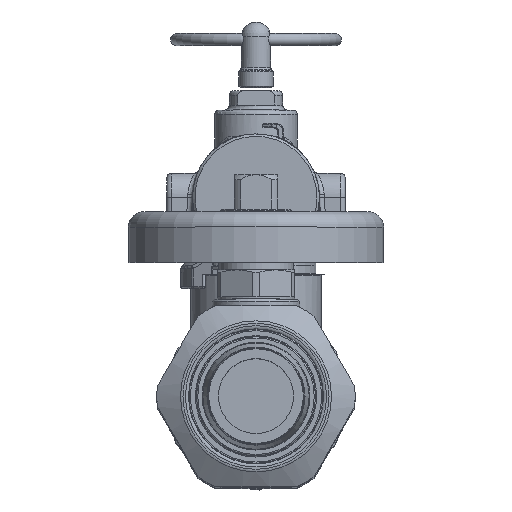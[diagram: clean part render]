
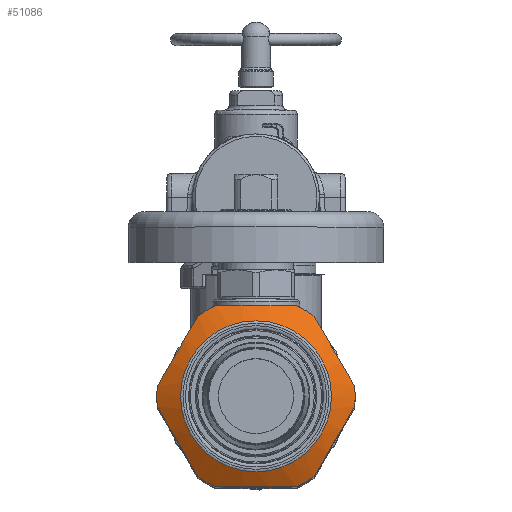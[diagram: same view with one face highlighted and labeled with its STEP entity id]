
A CAD part, top view. The second image highlights one B-rep face of the part: STEP entity #51086.
In plain terms, the highlighted conical face has half-angle 60 degrees and reference radius 17.78 mm.
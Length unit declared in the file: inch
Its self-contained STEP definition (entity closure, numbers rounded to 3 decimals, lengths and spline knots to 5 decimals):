
#82=(
BOUNDED_CURVE()
B_SPLINE_CURVE(2,(#154475,#154476,#154477),.UNSPECIFIED.,.F.,.F.)
B_SPLINE_CURVE_WITH_KNOTS((3,3),(0.,1.67512),.UNSPECIFIED.)
CURVE()
GEOMETRIC_REPRESENTATION_ITEM()
RATIONAL_B_SPLINE_CURVE((1.,1.096,1.))
REPRESENTATION_ITEM('')
);
#83=(
BOUNDED_CURVE()
B_SPLINE_CURVE(2,(#154481,#154482,#154483),.UNSPECIFIED.,.F.,.F.)
B_SPLINE_CURVE_WITH_KNOTS((3,3),(0.,1.67512),.UNSPECIFIED.)
CURVE()
GEOMETRIC_REPRESENTATION_ITEM()
RATIONAL_B_SPLINE_CURVE((1.,1.096,1.))
REPRESENTATION_ITEM('')
);
#84=(
BOUNDED_CURVE()
B_SPLINE_CURVE(2,(#154487,#154488,#154489),.UNSPECIFIED.,.F.,.F.)
B_SPLINE_CURVE_WITH_KNOTS((3,3),(0.,1.67512),.UNSPECIFIED.)
CURVE()
GEOMETRIC_REPRESENTATION_ITEM()
RATIONAL_B_SPLINE_CURVE((1.,1.096,1.))
REPRESENTATION_ITEM('')
);
#85=(
BOUNDED_CURVE()
B_SPLINE_CURVE(2,(#154493,#154494,#154495),.UNSPECIFIED.,.F.,.F.)
B_SPLINE_CURVE_WITH_KNOTS((3,3),(0.,1.67512),.UNSPECIFIED.)
CURVE()
GEOMETRIC_REPRESENTATION_ITEM()
RATIONAL_B_SPLINE_CURVE((1.,1.096,1.))
REPRESENTATION_ITEM('')
);
#86=(
BOUNDED_CURVE()
B_SPLINE_CURVE(2,(#154499,#154500,#154501),.UNSPECIFIED.,.F.,.F.)
B_SPLINE_CURVE_WITH_KNOTS((3,3),(0.,1.67512),.UNSPECIFIED.)
CURVE()
GEOMETRIC_REPRESENTATION_ITEM()
RATIONAL_B_SPLINE_CURVE((1.,1.096,1.))
REPRESENTATION_ITEM('')
);
#87=(
BOUNDED_CURVE()
B_SPLINE_CURVE(2,(#154505,#154506,#154507),.UNSPECIFIED.,.F.,.F.)
B_SPLINE_CURVE_WITH_KNOTS((3,3),(0.,1.67512),.UNSPECIFIED.)
CURVE()
GEOMETRIC_REPRESENTATION_ITEM()
RATIONAL_B_SPLINE_CURVE((1.,1.096,1.))
REPRESENTATION_ITEM('')
);
#3754=CONICAL_SURFACE('',#55497,0.7,1.047);
#5809=FACE_OUTER_BOUND('',#9092,.T.);
#9092=EDGE_LOOP('',(#41036,#41037,#41038,#41039,#41040,#41041,#41042,#41043,
#41044,#41045,#41046,#41047,#41048,#41049,#41050,#41051));
#14558=CIRCLE('',#55494,0.60928);
#14560=CIRCLE('',#55498,0.8);
#14561=CIRCLE('',#55499,0.8);
#14562=CIRCLE('',#55500,0.8);
#14563=CIRCLE('',#55501,0.8);
#14564=CIRCLE('',#55502,0.8);
#14565=CIRCLE('',#55503,0.8);
#14566=CIRCLE('',#55504,0.8);
#16366=LINE('',#154471,#18822);
#18822=VECTOR('',#63764,0.7);
#22766=VERTEX_POINT('',#154463);
#22768=VERTEX_POINT('',#154470);
#22769=VERTEX_POINT('',#154472);
#22770=VERTEX_POINT('',#154474);
#22771=VERTEX_POINT('',#154478);
#22772=VERTEX_POINT('',#154480);
#22773=VERTEX_POINT('',#154484);
#22774=VERTEX_POINT('',#154486);
#22775=VERTEX_POINT('',#154490);
#22776=VERTEX_POINT('',#154492);
#22777=VERTEX_POINT('',#154496);
#22778=VERTEX_POINT('',#154498);
#22779=VERTEX_POINT('',#154502);
#22780=VERTEX_POINT('',#154504);
#29211=EDGE_CURVE('',#22766,#22766,#14558,.T.);
#29213=EDGE_CURVE('',#22766,#22768,#16366,.T.);
#29214=EDGE_CURVE('',#22769,#22768,#14560,.T.);
#29215=EDGE_CURVE('',#22770,#22769,#82,.T.);
#29216=EDGE_CURVE('',#22771,#22770,#14561,.T.);
#29217=EDGE_CURVE('',#22772,#22771,#83,.T.);
#29218=EDGE_CURVE('',#22773,#22772,#14562,.T.);
#29219=EDGE_CURVE('',#22774,#22773,#84,.T.);
#29220=EDGE_CURVE('',#22775,#22774,#14563,.T.);
#29221=EDGE_CURVE('',#22776,#22775,#85,.T.);
#29222=EDGE_CURVE('',#22777,#22776,#14564,.T.);
#29223=EDGE_CURVE('',#22778,#22777,#86,.T.);
#29224=EDGE_CURVE('',#22779,#22778,#14565,.T.);
#29225=EDGE_CURVE('',#22780,#22779,#87,.T.);
#29226=EDGE_CURVE('',#22768,#22780,#14566,.T.);
#41036=ORIENTED_EDGE('',*,*,#29211,.F.);
#41037=ORIENTED_EDGE('',*,*,#29213,.T.);
#41038=ORIENTED_EDGE('',*,*,#29214,.F.);
#41039=ORIENTED_EDGE('',*,*,#29215,.F.);
#41040=ORIENTED_EDGE('',*,*,#29216,.F.);
#41041=ORIENTED_EDGE('',*,*,#29217,.F.);
#41042=ORIENTED_EDGE('',*,*,#29218,.F.);
#41043=ORIENTED_EDGE('',*,*,#29219,.F.);
#41044=ORIENTED_EDGE('',*,*,#29220,.F.);
#41045=ORIENTED_EDGE('',*,*,#29221,.F.);
#41046=ORIENTED_EDGE('',*,*,#29222,.F.);
#41047=ORIENTED_EDGE('',*,*,#29223,.F.);
#41048=ORIENTED_EDGE('',*,*,#29224,.F.);
#41049=ORIENTED_EDGE('',*,*,#29225,.F.);
#41050=ORIENTED_EDGE('',*,*,#29226,.F.);
#41051=ORIENTED_EDGE('',*,*,#29213,.F.);
#51086=ADVANCED_FACE('',(#5809),#3754,.T.);
#55494=AXIS2_PLACEMENT_3D('',#154465,#63756,#63757);
#55497=AXIS2_PLACEMENT_3D('',#154469,#63762,#63763);
#55498=AXIS2_PLACEMENT_3D('',#154473,#63765,#63766);
#55499=AXIS2_PLACEMENT_3D('',#154479,#63767,#63768);
#55500=AXIS2_PLACEMENT_3D('',#154485,#63769,#63770);
#55501=AXIS2_PLACEMENT_3D('',#154491,#63771,#63772);
#55502=AXIS2_PLACEMENT_3D('',#154497,#63773,#63774);
#55503=AXIS2_PLACEMENT_3D('',#154503,#63775,#63776);
#55504=AXIS2_PLACEMENT_3D('',#154508,#63777,#63778);
#63756=DIRECTION('center_axis',(0.,0.,
1.));
#63757=DIRECTION('ref_axis',(-1.,0.,0.));
#63762=DIRECTION('center_axis',(0.,0.,-1.));
#63763=DIRECTION('ref_axis',(1.,0.,0.));
#63764=DIRECTION('',(-0.866,0.,-0.5));
#63765=DIRECTION('center_axis',(0.,0.,-1.));
#63766=DIRECTION('ref_axis',(-1.,0.,0.));
#63767=DIRECTION('center_axis',(0.,0.,-1.));
#63768=DIRECTION('ref_axis',(-1.,0.,0.));
#63769=DIRECTION('center_axis',(0.,0.,-1.));
#63770=DIRECTION('ref_axis',(-1.,0.,0.));
#63771=DIRECTION('center_axis',(0.,0.,-1.));
#63772=DIRECTION('ref_axis',(-1.,0.,0.));
#63773=DIRECTION('center_axis',(0.,0.,-1.));
#63774=DIRECTION('ref_axis',(-1.,0.,0.));
#63775=DIRECTION('center_axis',(0.,0.,-1.));
#63776=DIRECTION('ref_axis',(-1.,0.,0.));
#63777=DIRECTION('center_axis',(0.,0.,-1.));
#63778=DIRECTION('ref_axis',(-1.,0.,0.));
#154463=CARTESIAN_POINT('',(-0.60928,0.,0.62464));
#154465=CARTESIAN_POINT('Origin',(0.,0.,
0.62464));
#154469=CARTESIAN_POINT('Origin',(0.,0.,0.57226));
#154470=CARTESIAN_POINT('',(-0.8,0.,0.51453));
#154471=CARTESIAN_POINT('',(-0.7,0.,0.57226));
#154472=CARTESIAN_POINT('',(-0.79583,-0.08158,0.51453));
#154473=CARTESIAN_POINT('Origin',(0.,0.,0.51453));
#154474=CARTESIAN_POINT('',(-0.46857,-0.64842,0.51453));
#154475=CARTESIAN_POINT('Ctrl Pts',(-0.46857,-0.64842,
0.51453));
#154476=CARTESIAN_POINT('Ctrl Pts',(-0.6322,-0.365,0.59182));
#154477=CARTESIAN_POINT('Ctrl Pts',(-0.79583,-0.08158,
0.51453));
#154478=CARTESIAN_POINT('',(-0.32726,-0.73,0.51453));
#154479=CARTESIAN_POINT('Origin',(0.,0.,0.51453));
#154480=CARTESIAN_POINT('',(0.32726,-0.73,0.51453));
#154481=CARTESIAN_POINT('Ctrl Pts',(0.32726,-0.73,0.51453));
#154482=CARTESIAN_POINT('Ctrl Pts',(0.,-0.73,0.59182));
#154483=CARTESIAN_POINT('Ctrl Pts',(-0.32726,-0.73,0.51453));
#154484=CARTESIAN_POINT('',(0.46857,-0.64842,0.51453));
#154485=CARTESIAN_POINT('Origin',(0.,0.,0.51453));
#154486=CARTESIAN_POINT('',(0.79583,-0.08158,0.51453));
#154487=CARTESIAN_POINT('Ctrl Pts',(0.79583,-0.08158,
0.51453));
#154488=CARTESIAN_POINT('Ctrl Pts',(0.6322,-0.365,
0.59182));
#154489=CARTESIAN_POINT('Ctrl Pts',(0.46857,-0.64842,
0.51453));
#154490=CARTESIAN_POINT('',(0.79583,0.08158,0.51453));
#154491=CARTESIAN_POINT('Origin',(0.,0.,0.51453));
#154492=CARTESIAN_POINT('',(0.46857,0.64842,0.51453));
#154493=CARTESIAN_POINT('Ctrl Pts',(0.46857,0.64842,
0.51453));
#154494=CARTESIAN_POINT('Ctrl Pts',(0.6322,0.365,0.59182));
#154495=CARTESIAN_POINT('Ctrl Pts',(0.79583,0.08158,
0.51453));
#154496=CARTESIAN_POINT('',(0.32726,0.73,0.51453));
#154497=CARTESIAN_POINT('Origin',(0.,0.,0.51453));
#154498=CARTESIAN_POINT('',(-0.32726,0.73,0.51453));
#154499=CARTESIAN_POINT('Ctrl Pts',(-0.32726,0.73,
0.51453));
#154500=CARTESIAN_POINT('Ctrl Pts',(0.,0.73,0.59182));
#154501=CARTESIAN_POINT('Ctrl Pts',(0.32726,0.73,0.51453));
#154502=CARTESIAN_POINT('',(-0.46857,0.64842,0.51453));
#154503=CARTESIAN_POINT('Origin',(0.,0.,0.51453));
#154504=CARTESIAN_POINT('',(-0.79583,0.08158,0.51453));
#154505=CARTESIAN_POINT('Ctrl Pts',(-0.79583,0.08158,
0.51453));
#154506=CARTESIAN_POINT('Ctrl Pts',(-0.6322,0.365,
0.59182));
#154507=CARTESIAN_POINT('Ctrl Pts',(-0.46857,0.64842,
0.51453));
#154508=CARTESIAN_POINT('Origin',(0.,0.,0.51453));
